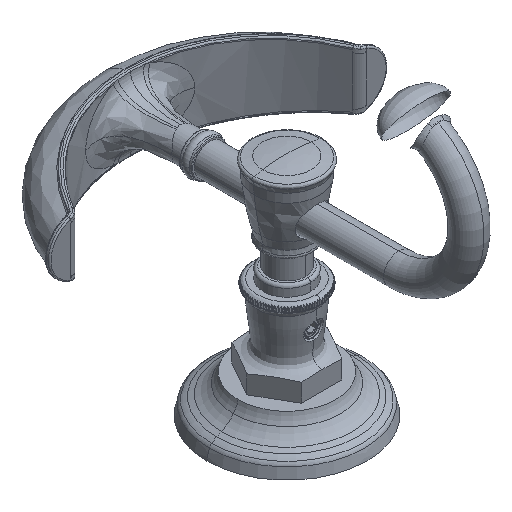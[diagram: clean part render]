
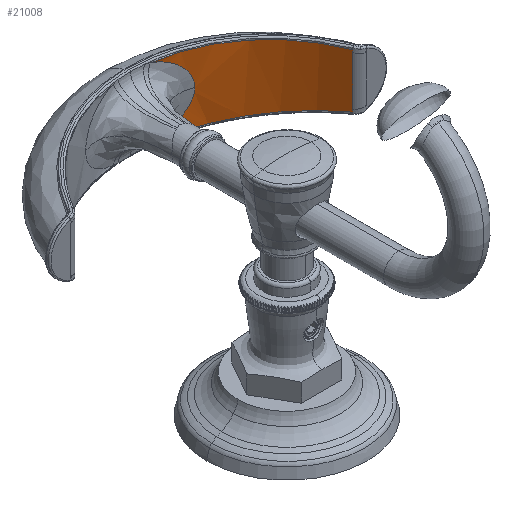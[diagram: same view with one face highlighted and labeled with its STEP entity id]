
A CAD part, isometric view. The second image highlights one B-rep face of the part: STEP entity #21008.
In plain terms, the highlighted cylindrical face has radius 57.125 mm (diameter 114.25 mm), a partial arc.
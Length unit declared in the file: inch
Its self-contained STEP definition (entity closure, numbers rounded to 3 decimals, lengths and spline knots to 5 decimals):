
#17373=CARTESIAN_POINT('',(0.26214,2.20515,
2.0984));
#17374=CARTESIAN_POINT('',(0.31019,2.19951,
2.11024));
#17375=CARTESIAN_POINT('',(0.39867,2.18602,
2.13927));
#17376=CARTESIAN_POINT('',(0.51079,2.16251,
2.19547));
#17377=CARTESIAN_POINT('',(0.6,2.13947,
2.25879));
#17378=CARTESIAN_POINT('',(0.66903,2.11896,
2.32676));
#17379=CARTESIAN_POINT('',(0.71902,2.10258,
2.3965));
#17380=CARTESIAN_POINT('',(0.7518,2.09115,
2.46524));
#17381=CARTESIAN_POINT('',(0.7702,2.08449,
2.53309));
#17382=CARTESIAN_POINT('',(0.77377,2.08317,
2.576));
#17383=CARTESIAN_POINT('',(0.77377,2.08317,
2.59702));
#17385=CARTESIAN_POINT('',(0.77377,2.08317,
2.59702));
#17386=CARTESIAN_POINT('',(0.77378,2.08316,
2.61795));
#17387=CARTESIAN_POINT('',(0.77024,2.08448,
2.66072));
#17388=CARTESIAN_POINT('',(0.7519,2.09111,
2.72852));
#17389=CARTESIAN_POINT('',(0.71924,2.10251,
2.79718));
#17390=CARTESIAN_POINT('',(0.66921,2.1189,
2.86708));
#17391=CARTESIAN_POINT('',(0.60013,2.13943,
2.93517));
#17392=CARTESIAN_POINT('',(0.51075,2.16252,
2.99861));
#17393=CARTESIAN_POINT('',(0.39853,2.18604,
3.05482));
#17394=CARTESIAN_POINT('',(0.31012,2.19952,
3.08383));
#17395=CARTESIAN_POINT('',(0.26214,2.20515,
3.09564));
#17397=CARTESIAN_POINT('',(0.26214,2.20515,
3.09564));
#17398=CARTESIAN_POINT('',(0.34162,2.19582,
3.09481));
#17399=CARTESIAN_POINT('',(0.49935,2.1687,
3.09238));
#17400=CARTESIAN_POINT('',(0.72964,2.10328,
3.08642));
#17401=CARTESIAN_POINT('',(0.95093,2.01421,
3.07824));
#17402=CARTESIAN_POINT('',(1.1627,1.90159,3.06772));
#17403=CARTESIAN_POINT('',(1.36146,1.7669,3.05488));
#17404=CARTESIAN_POINT('',(1.54396,1.61255,3.03982));
#17405=CARTESIAN_POINT('',(1.70883,1.44015,3.02249));
#17406=CARTESIAN_POINT('',(1.85556,1.24981,3.00274));
#17407=CARTESIAN_POINT('',(1.93902,1.11366,2.98808));
#17408=CARTESIAN_POINT('',(1.97703,1.04357,2.98036));
#17410=CARTESIAN_POINT('',(1.97703,1.04357,2.98036));
#17411=CARTESIAN_POINT('',(1.97686,1.04388,2.97652));
#17412=CARTESIAN_POINT('',(1.97652,1.04451,2.96886));
#17413=CARTESIAN_POINT('',(1.976,1.04546,2.95736));
#17414=CARTESIAN_POINT('',(1.97566,1.0461,2.9497));
#17415=CARTESIAN_POINT('',(1.97549,1.04641,2.94586));
#17417=CARTESIAN_POINT('',(1.97549,1.04641,2.94586));
#17418=CARTESIAN_POINT('',(1.97598,1.04545,2.94576));
#17419=CARTESIAN_POINT('',(1.97651,1.04451,2.94565));
#17420=CARTESIAN_POINT('',(1.97702,1.04356,2.94555));
#17422=DIRECTION('',(0.,0.,1.));
#17423=VECTOR('',#17422,0.69705);
#17424=CARTESIAN_POINT('',(1.97702,1.04356,2.2485));
#17425=LINE('',#17424,#17423);
#17426=CARTESIAN_POINT('',(1.97702,1.04356,2.2485));
#17427=CARTESIAN_POINT('',(1.97651,1.04451,2.24839));
#17428=CARTESIAN_POINT('',(1.97598,1.04545,2.24829));
#17429=CARTESIAN_POINT('',(1.97549,1.04641,2.24818));
#17431=CARTESIAN_POINT('',(1.97549,1.04641,2.24818));
#17432=CARTESIAN_POINT('',(1.97566,1.0461,2.24435));
#17433=CARTESIAN_POINT('',(1.976,1.04546,2.23669));
#17434=CARTESIAN_POINT('',(1.97652,1.04451,2.22519));
#17435=CARTESIAN_POINT('',(1.97686,1.04388,2.21752));
#17436=CARTESIAN_POINT('',(1.97703,1.04357,2.21369));
#17438=CARTESIAN_POINT('',(1.97703,1.04357,2.21369));
#17439=CARTESIAN_POINT('',(1.93902,1.11366,2.20597));
#17440=CARTESIAN_POINT('',(1.85557,1.2498,2.1913));
#17441=CARTESIAN_POINT('',(1.70884,1.44014,2.17156));
#17442=CARTESIAN_POINT('',(1.54397,1.61254,2.15423));
#17443=CARTESIAN_POINT('',(1.36146,1.7669,2.13916));
#17444=CARTESIAN_POINT('',(1.16269,1.9016,2.12633));
#17445=CARTESIAN_POINT('',(0.95092,2.01421,
2.1158));
#17446=CARTESIAN_POINT('',(0.72963,2.10329,
2.10762));
#17447=CARTESIAN_POINT('',(0.49934,2.1687,
2.10167));
#17448=CARTESIAN_POINT('',(0.34162,2.19582,
2.09924));
#17449=CARTESIAN_POINT('',(0.26214,2.20515,
2.0984));
#18682=VERTEX_POINT('',#17426);
#18683=VERTEX_POINT('',#17429);
#18684=VERTEX_POINT('',#17436);
#18685=VERTEX_POINT('',#17417);
#18686=VERTEX_POINT('',#17420);
#18687=VERTEX_POINT('',#17410);
#18810=VERTEX_POINT('',#17373);
#18811=VERTEX_POINT('',#17383);
#18814=VERTEX_POINT('',#17395);
#20987=CARTESIAN_POINT('',(0.,-0.02854,2.59702));
#20988=DIRECTION('',(0.,0.,1.));
#20989=DIRECTION('',(1.,0.,0.));
#20990=AXIS2_PLACEMENT_3D('',#20987,#20988,#20989);
#20991=CYLINDRICAL_SURFACE('',#20990,2.24902);
#20992=ORIENTED_EDGE('',*,*,#20951,.T.);
#20994=ORIENTED_EDGE('',*,*,#20993,.T.);
#20996=ORIENTED_EDGE('',*,*,#20995,.T.);
#20998=ORIENTED_EDGE('',*,*,#20997,.T.);
#21000=ORIENTED_EDGE('',*,*,#20999,.T.);
#21002=ORIENTED_EDGE('',*,*,#21001,.F.);
#21003=ORIENTED_EDGE('',*,*,#20814,.T.);
#21004=ORIENTED_EDGE('',*,*,#20812,.T.);
#21005=ORIENTED_EDGE('',*,*,#20880,.T.);
#21006=EDGE_LOOP('',(#20992,#20994,#20996,#20998,#21000,#21002,#21003,#21004,
#21005));
#21007=FACE_OUTER_BOUND('',#21006,.F.);
#21008=ADVANCED_FACE('',(#21007),#20991,.F.);
#17384=B_SPLINE_CURVE_WITH_KNOTS('',3,(#17373,#17374,#17375,#17376,#17377,
#17378,#17379,#17380,#17381,#17382,#17383),.UNSPECIFIED.,.F.,.F.,(4,1,1,1,1,1,1,
1,4),(0.,0.125,0.25,0.375,0.5,0.625,0.75,0.875,1.),
.UNSPECIFIED.);
#17396=B_SPLINE_CURVE_WITH_KNOTS('',3,(#17385,#17386,#17387,#17388,#17389,
#17390,#17391,#17392,#17393,#17394,#17395),.UNSPECIFIED.,.F.,.F.,(4,1,1,1,1,1,1,
1,4),(0.,0.125,0.25,0.375,0.5,0.625,0.75,0.875,1.),
.UNSPECIFIED.);
#17409=B_SPLINE_CURVE_WITH_KNOTS('',3,(#17397,#17398,#17399,#17400,#17401,
#17402,#17403,#17404,#17405,#17406,#17407,#17408),.UNSPECIFIED.,.F.,.F.,(4,1,1,
1,1,1,1,1,1,4),(0.,0.11111,0.22222,0.33333,
0.44444,0.55556,0.66667,0.77778,
0.88889,1.),.UNSPECIFIED.);
#17416=B_SPLINE_CURVE_WITH_KNOTS('',3,(#17410,#17411,#17412,#17413,#17414,
#17415),.UNSPECIFIED.,.F.,.F.,(4,1,1,4),(0.,0.33333,
0.66667,1.),.UNSPECIFIED.);
#17421=B_SPLINE_CURVE_WITH_KNOTS('',3,(#17417,#17418,#17419,#17420),
.UNSPECIFIED.,.F.,.F.,(4,4),(0.,1.),.UNSPECIFIED.);
#17430=B_SPLINE_CURVE_WITH_KNOTS('',3,(#17426,#17427,#17428,#17429),
.UNSPECIFIED.,.F.,.F.,(4,4),(0.,1.),.UNSPECIFIED.);
#17437=B_SPLINE_CURVE_WITH_KNOTS('',3,(#17431,#17432,#17433,#17434,#17435,
#17436),.UNSPECIFIED.,.F.,.F.,(4,1,1,4),(0.,0.33333,
0.66667,1.),.UNSPECIFIED.);
#17450=B_SPLINE_CURVE_WITH_KNOTS('',3,(#17438,#17439,#17440,#17441,#17442,
#17443,#17444,#17445,#17446,#17447,#17448,#17449),.UNSPECIFIED.,.F.,.F.,(4,1,1,
1,1,1,1,1,1,4),(0.,0.11111,0.22222,0.33333,
0.44444,0.55556,0.66667,0.77778,
0.88889,1.),.UNSPECIFIED.);
#20812=EDGE_CURVE('',#18683,#18684,#17437,.T.);
#20814=EDGE_CURVE('',#18682,#18683,#17430,.T.);
#20880=EDGE_CURVE('',#18684,#18810,#17450,.T.);
#20951=EDGE_CURVE('',#18810,#18811,#17384,.T.);
#20993=EDGE_CURVE('',#18811,#18814,#17396,.T.);
#20995=EDGE_CURVE('',#18814,#18687,#17409,.T.);
#20997=EDGE_CURVE('',#18687,#18685,#17416,.T.);
#20999=EDGE_CURVE('',#18685,#18686,#17421,.T.);
#21001=EDGE_CURVE('',#18682,#18686,#17425,.T.);
